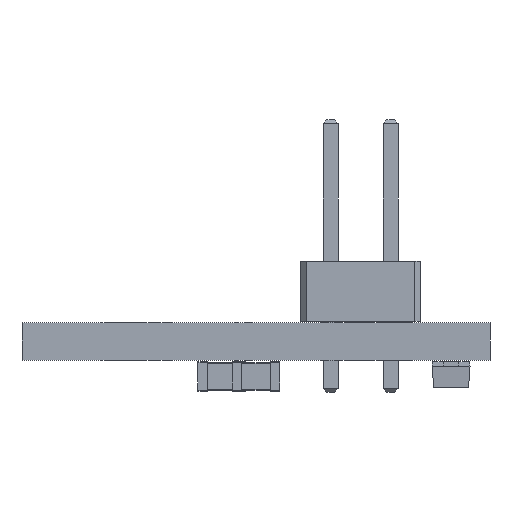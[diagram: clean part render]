
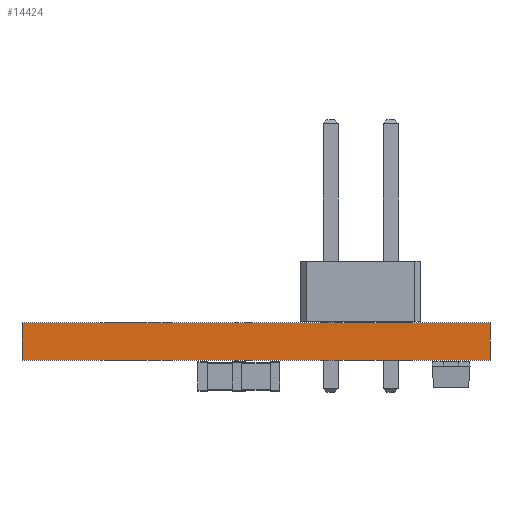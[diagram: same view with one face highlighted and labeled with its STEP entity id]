
A CAD part, front view. The second image highlights one B-rep face of the part: STEP entity #14424.
In plain terms, the highlighted planar face has unit normal (0, -1, 0).
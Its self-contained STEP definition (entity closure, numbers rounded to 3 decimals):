
#14424 = ADVANCED_FACE('',(#14425),#14439,.T.);
#14425 = FACE_BOUND('',#14426,.T.);
#14426 = EDGE_LOOP('',(#14427,#14462,#14490,#14518));
#14427 = ORIENTED_EDGE('',*,*,#14428,.T.);
#14428 = EDGE_CURVE('',#14429,#14431,#14433,.T.);
#14429 = VERTEX_POINT('',#14430);
#14430 = CARTESIAN_POINT('',(152.146,-101.346,0.));
#14431 = VERTEX_POINT('',#14432);
#14432 = CARTESIAN_POINT('',(152.146,-101.346,1.6));
#14433 = SURFACE_CURVE('',#14434,(#14438,#14450),.PCURVE_S1.);
#14434 = LINE('',#14435,#14436);
#14435 = CARTESIAN_POINT('',(152.146,-101.346,0.));
#14436 = VECTOR('',#14437,1.);
#14437 = DIRECTION('',(0.,0.,1.));
#14438 = PCURVE('',#14439,#14444);
#14439 = PLANE('',#14440);
#14440 = AXIS2_PLACEMENT_3D('',#14441,#14442,#14443);
#14441 = CARTESIAN_POINT('',(152.146,-101.346,0.));
#14442 = DIRECTION('',(0.,-1.,0.));
#14443 = DIRECTION('',(-1.,0.,0.));
#14444 = DEFINITIONAL_REPRESENTATION('',(#14445),#14449);
#14445 = LINE('',#14446,#14447);
#14446 = CARTESIAN_POINT('',(0.,-0.));
#14447 = VECTOR('',#14448,1.);
#14448 = DIRECTION('',(0.,-1.));
#14449 = ( GEOMETRIC_REPRESENTATION_CONTEXT(2) 
PARAMETRIC_REPRESENTATION_CONTEXT() REPRESENTATION_CONTEXT('2D SPACE',''
  ) );
#14450 = PCURVE('',#14451,#14456);
#14451 = PLANE('',#14452);
#14452 = AXIS2_PLACEMENT_3D('',#14453,#14454,#14455);
#14453 = CARTESIAN_POINT('',(152.146,-71.374,0.));
#14454 = DIRECTION('',(1.,0.,-0.));
#14455 = DIRECTION('',(0.,-1.,0.));
#14456 = DEFINITIONAL_REPRESENTATION('',(#14457),#14461);
#14457 = LINE('',#14458,#14459);
#14458 = CARTESIAN_POINT('',(29.972,0.));
#14459 = VECTOR('',#14460,1.);
#14460 = DIRECTION('',(0.,-1.));
#14461 = ( GEOMETRIC_REPRESENTATION_CONTEXT(2) 
PARAMETRIC_REPRESENTATION_CONTEXT() REPRESENTATION_CONTEXT('2D SPACE',''
  ) );
#14462 = ORIENTED_EDGE('',*,*,#14463,.T.);
#14463 = EDGE_CURVE('',#14431,#14464,#14466,.T.);
#14464 = VERTEX_POINT('',#14465);
#14465 = CARTESIAN_POINT('',(132.334,-101.346,1.6));
#14466 = SURFACE_CURVE('',#14467,(#14471,#14478),.PCURVE_S1.);
#14467 = LINE('',#14468,#14469);
#14468 = CARTESIAN_POINT('',(152.146,-101.346,1.6));
#14469 = VECTOR('',#14470,1.);
#14470 = DIRECTION('',(-1.,0.,0.));
#14471 = PCURVE('',#14439,#14472);
#14472 = DEFINITIONAL_REPRESENTATION('',(#14473),#14477);
#14473 = LINE('',#14474,#14475);
#14474 = CARTESIAN_POINT('',(0.,-1.6));
#14475 = VECTOR('',#14476,1.);
#14476 = DIRECTION('',(1.,0.));
#14477 = ( GEOMETRIC_REPRESENTATION_CONTEXT(2) 
PARAMETRIC_REPRESENTATION_CONTEXT() REPRESENTATION_CONTEXT('2D SPACE',''
  ) );
#14478 = PCURVE('',#14479,#14484);
#14479 = PLANE('',#14480);
#14480 = AXIS2_PLACEMENT_3D('',#14481,#14482,#14483);
#14481 = CARTESIAN_POINT('',(142.24,-86.36,1.6));
#14482 = DIRECTION('',(-0.,-0.,-1.));
#14483 = DIRECTION('',(-1.,0.,0.));
#14484 = DEFINITIONAL_REPRESENTATION('',(#14485),#14489);
#14485 = LINE('',#14486,#14487);
#14486 = CARTESIAN_POINT('',(-9.906,-14.986));
#14487 = VECTOR('',#14488,1.);
#14488 = DIRECTION('',(1.,0.));
#14489 = ( GEOMETRIC_REPRESENTATION_CONTEXT(2) 
PARAMETRIC_REPRESENTATION_CONTEXT() REPRESENTATION_CONTEXT('2D SPACE',''
  ) );
#14490 = ORIENTED_EDGE('',*,*,#14491,.F.);
#14491 = EDGE_CURVE('',#14492,#14464,#14494,.T.);
#14492 = VERTEX_POINT('',#14493);
#14493 = CARTESIAN_POINT('',(132.334,-101.346,0.));
#14494 = SURFACE_CURVE('',#14495,(#14499,#14506),.PCURVE_S1.);
#14495 = LINE('',#14496,#14497);
#14496 = CARTESIAN_POINT('',(132.334,-101.346,0.));
#14497 = VECTOR('',#14498,1.);
#14498 = DIRECTION('',(0.,0.,1.));
#14499 = PCURVE('',#14439,#14500);
#14500 = DEFINITIONAL_REPRESENTATION('',(#14501),#14505);
#14501 = LINE('',#14502,#14503);
#14502 = CARTESIAN_POINT('',(19.812,0.));
#14503 = VECTOR('',#14504,1.);
#14504 = DIRECTION('',(0.,-1.));
#14505 = ( GEOMETRIC_REPRESENTATION_CONTEXT(2) 
PARAMETRIC_REPRESENTATION_CONTEXT() REPRESENTATION_CONTEXT('2D SPACE',''
  ) );
#14506 = PCURVE('',#14507,#14512);
#14507 = PLANE('',#14508);
#14508 = AXIS2_PLACEMENT_3D('',#14509,#14510,#14511);
#14509 = CARTESIAN_POINT('',(132.334,-101.346,0.));
#14510 = DIRECTION('',(-1.,0.,0.));
#14511 = DIRECTION('',(0.,1.,0.));
#14512 = DEFINITIONAL_REPRESENTATION('',(#14513),#14517);
#14513 = LINE('',#14514,#14515);
#14514 = CARTESIAN_POINT('',(0.,0.));
#14515 = VECTOR('',#14516,1.);
#14516 = DIRECTION('',(0.,-1.));
#14517 = ( GEOMETRIC_REPRESENTATION_CONTEXT(2) 
PARAMETRIC_REPRESENTATION_CONTEXT() REPRESENTATION_CONTEXT('2D SPACE',''
  ) );
#14518 = ORIENTED_EDGE('',*,*,#14519,.F.);
#14519 = EDGE_CURVE('',#14429,#14492,#14520,.T.);
#14520 = SURFACE_CURVE('',#14521,(#14525,#14532),.PCURVE_S1.);
#14521 = LINE('',#14522,#14523);
#14522 = CARTESIAN_POINT('',(152.146,-101.346,0.));
#14523 = VECTOR('',#14524,1.);
#14524 = DIRECTION('',(-1.,0.,0.));
#14525 = PCURVE('',#14439,#14526);
#14526 = DEFINITIONAL_REPRESENTATION('',(#14527),#14531);
#14527 = LINE('',#14528,#14529);
#14528 = CARTESIAN_POINT('',(0.,-0.));
#14529 = VECTOR('',#14530,1.);
#14530 = DIRECTION('',(1.,0.));
#14531 = ( GEOMETRIC_REPRESENTATION_CONTEXT(2) 
PARAMETRIC_REPRESENTATION_CONTEXT() REPRESENTATION_CONTEXT('2D SPACE',''
  ) );
#14532 = PCURVE('',#14533,#14538);
#14533 = PLANE('',#14534);
#14534 = AXIS2_PLACEMENT_3D('',#14535,#14536,#14537);
#14535 = CARTESIAN_POINT('',(142.24,-86.36,0.));
#14536 = DIRECTION('',(-0.,-0.,-1.));
#14537 = DIRECTION('',(-1.,0.,0.));
#14538 = DEFINITIONAL_REPRESENTATION('',(#14539),#14543);
#14539 = LINE('',#14540,#14541);
#14540 = CARTESIAN_POINT('',(-9.906,-14.986));
#14541 = VECTOR('',#14542,1.);
#14542 = DIRECTION('',(1.,0.));
#14543 = ( GEOMETRIC_REPRESENTATION_CONTEXT(2) 
PARAMETRIC_REPRESENTATION_CONTEXT() REPRESENTATION_CONTEXT('2D SPACE',''
  ) );
